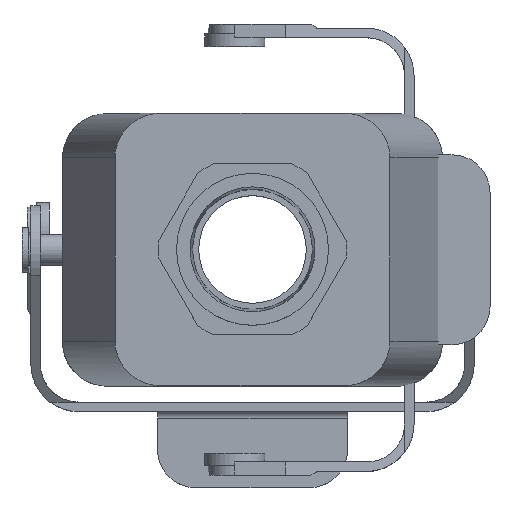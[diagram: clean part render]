
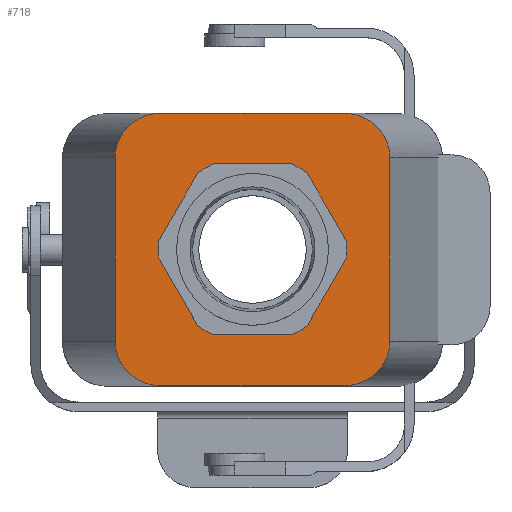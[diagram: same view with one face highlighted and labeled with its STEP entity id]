
A CAD part, top view. The second image highlights one B-rep face of the part: STEP entity #718.
In plain terms, the highlighted planar face has unit normal (0, 0, 1).
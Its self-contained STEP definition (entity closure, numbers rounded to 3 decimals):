
#718 = ADVANCED_FACE( '', ( #1465, #1466 ), #1467, .T. );
#1465 = FACE_BOUND( '', #2213, .T. );
#1466 = FACE_OUTER_BOUND( '', #2214, .T. );
#1467 = PLANE( '', #2215 );
#2213 = EDGE_LOOP( '', ( #4284 ) );
#2214 = EDGE_LOOP( '', ( #4285, #4286, #4287, #4288, #4289, #4290, #4291, #4292 ) );
#2215 = AXIS2_PLACEMENT_3D( '', #4293, #4294, #4295 );
#4284 = ORIENTED_EDGE( '', *, *, #4523, .F. );
#4285 = ORIENTED_EDGE( '', *, *, #4470, .T. );
#4286 = ORIENTED_EDGE( '', *, *, #4933, .T. );
#4287 = ORIENTED_EDGE( '', *, *, #4751, .F. );
#4288 = ORIENTED_EDGE( '', *, *, #5084, .F. );
#4289 = ORIENTED_EDGE( '', *, *, #4589, .T. );
#4290 = ORIENTED_EDGE( '', *, *, #4391, .F. );
#4291 = ORIENTED_EDGE( '', *, *, #5050, .F. );
#4292 = ORIENTED_EDGE( '', *, *, #4460, .T. );
#4293 = CARTESIAN_POINT( '', ( -21.7, 0., 52. ) );
#4294 = DIRECTION( '', ( 0., 0., 1. ) );
#4295 = DIRECTION( '', ( 1., 0., 0. ) );
#4391 = EDGE_CURVE( '', #5222, #5225, #5226, .T. );
#4460 = EDGE_CURVE( '', #5349, #5347, #5350, .T. );
#4470 = EDGE_CURVE( '', #5347, #5364, #5367, .T. );
#4523 = EDGE_CURVE( '', #5453, #5453, #5454, .T. );
#4589 = EDGE_CURVE( '', #5563, #5225, #5564, .T. );
#4751 = EDGE_CURVE( '', #5812, #5803, #5814, .T. );
#4933 = EDGE_CURVE( '', #5364, #5803, #6061, .T. );
#5050 = EDGE_CURVE( '', #5349, #5222, #6192, .T. );
#5084 = EDGE_CURVE( '', #5563, #5812, #6228, .T. );
#5222 = VERTEX_POINT( '', #6405 );
#5225 = VERTEX_POINT( '', #6409 );
#5226 = LINE( '', #6410, #6411 );
#5347 = VERTEX_POINT( '', #6649 );
#5349 = VERTEX_POINT( '', #6652 );
#5350 = LINE( '', #6653, #6654 );
#5364 = VERTEX_POINT( '', #6671 );
#5367 = ELLIPSE( '', #6675, 7.232, 7. );
#5453 = VERTEX_POINT( '', #6785 );
#5454 = CIRCLE( '', #6786, 13. );
#5563 = VERTEX_POINT( '', #6952 );
#5564 = ELLIPSE( '', #6953, 7.232, 7. );
#5803 = VERTEX_POINT( '', #7327 );
#5812 = VERTEX_POINT( '', #7341 );
#5814 = ELLIPSE( '', #7344, 7.232, 7. );
#6061 = LINE( '', #7736, #7737 );
#6192 = ELLIPSE( '', #7920, 7.232, 7. );
#6228 = LINE( '', #7964, #7965 );
#6405 = CARTESIAN_POINT( '', ( -14.468, 21.5, 52. ) );
#6409 = CARTESIAN_POINT( '', ( 14.468, 21.5, 52. ) );
#6410 = CARTESIAN_POINT( '', ( -21.7, 21.5, 52. ) );
#6411 = VECTOR( '', #8070, 1000. );
#6649 = CARTESIAN_POINT( '', ( -21.7, -14.5, 52. ) );
#6652 = CARTESIAN_POINT( '', ( -21.7, 14.5, 52. ) );
#6653 = CARTESIAN_POINT( '', ( -21.7, 0., 52. ) );
#6654 = VECTOR( '', #8127, 1000. );
#6671 = CARTESIAN_POINT( '', ( -14.468, -21.5, 52. ) );
#6675 = AXIS2_PLACEMENT_3D( '', #8141, #8142, #8143 );
#6785 = CARTESIAN_POINT( '', ( 13., 0., 52. ) );
#6786 = AXIS2_PLACEMENT_3D( '', #8225, #8226, #8227 );
#6952 = CARTESIAN_POINT( '', ( 21.7, 14.5, 52. ) );
#6953 = AXIS2_PLACEMENT_3D( '', #8303, #8304, #8305 );
#7327 = CARTESIAN_POINT( '', ( 14.468, -21.5, 52. ) );
#7341 = CARTESIAN_POINT( '', ( 21.7, -14.5, 52. ) );
#7344 = AXIS2_PLACEMENT_3D( '', #8480, #8481, #8482 );
#7736 = CARTESIAN_POINT( '', ( -21.7, -21.5, 52. ) );
#7737 = VECTOR( '', #8651, 1000. );
#7920 = AXIS2_PLACEMENT_3D( '', #8734, #8735, #8736 );
#7964 = CARTESIAN_POINT( '', ( 21.7, 0., 52. ) );
#7965 = VECTOR( '', #8753, 1000. );
#8070 = DIRECTION( '', ( 1., 0., 0. ) );
#8127 = DIRECTION( '', ( 0., -1., 0. ) );
#8141 = CARTESIAN_POINT( '', ( -14.468, -14.5, 52. ) );
#8142 = DIRECTION( '', ( 0., 0., 1. ) );
#8143 = DIRECTION( '', ( -1., 0., 0. ) );
#8225 = CARTESIAN_POINT( '', ( 0., 0., 52. ) );
#8226 = DIRECTION( '', ( 0., 0., 1. ) );
#8227 = DIRECTION( '', ( 1., 0., 0. ) );
#8303 = CARTESIAN_POINT( '', ( 14.468, 14.5, 52. ) );
#8304 = DIRECTION( '', ( 0., 0., 1. ) );
#8305 = DIRECTION( '', ( 1., 0., 0. ) );
#8480 = CARTESIAN_POINT( '', ( 14.468, -14.5, 52. ) );
#8481 = DIRECTION( '', ( 0., 0., -1. ) );
#8482 = DIRECTION( '', ( 1., 0., 0. ) );
#8651 = DIRECTION( '', ( 1., 0., 0. ) );
#8734 = CARTESIAN_POINT( '', ( -14.468, 14.5, 52. ) );
#8735 = DIRECTION( '', ( 0., 0., -1. ) );
#8736 = DIRECTION( '', ( -1., 0., 0. ) );
#8753 = DIRECTION( '', ( 0., -1., 0. ) );
